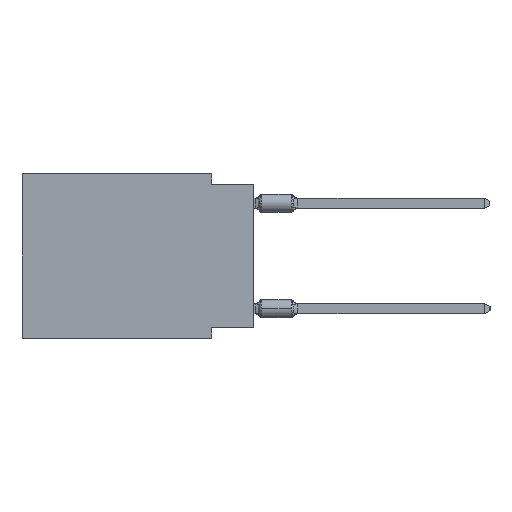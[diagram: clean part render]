
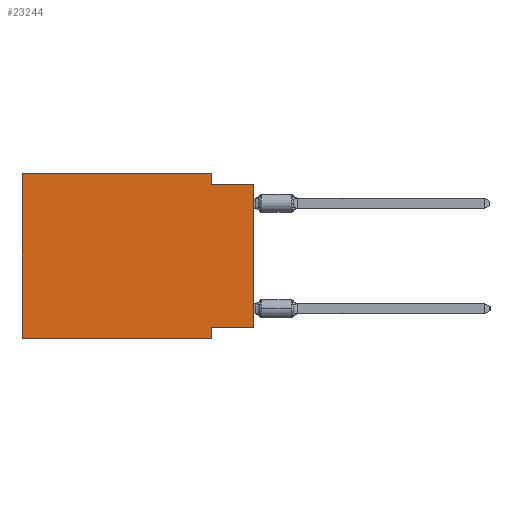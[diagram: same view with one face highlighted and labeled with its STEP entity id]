
A CAD part, left-side view. The second image highlights one B-rep face of the part: STEP entity #23244.
In plain terms, the highlighted planar face has unit normal (-1, 0, 0).
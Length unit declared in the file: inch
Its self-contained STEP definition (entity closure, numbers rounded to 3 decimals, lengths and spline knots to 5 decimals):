
#685 = LINE ( 'NONE', #28300, #26943 ) ;
#2557 = LINE ( 'NONE', #20665, #45417 ) ;
#2693 = DIRECTION ( 'NONE',  ( 0., -1., 0. ) ) ;
#3460 = ORIENTED_EDGE ( 'NONE', *, *, #12698, .F. ) ;
#3586 = VERTEX_POINT ( 'NONE', #34155 ) ;
#6701 = CARTESIAN_POINT ( 'NONE',  ( 0., 0., 0. ) ) ;
#6828 = CARTESIAN_POINT ( 'NONE',  ( 0., 0.1, -0.39 ) ) ;
#7524 = CARTESIAN_POINT ( 'NONE',  ( 0., 0.55, 0. ) ) ;
#7666 = ORIENTED_EDGE ( 'NONE', *, *, #24345, .F. ) ;
#8417 = ORIENTED_EDGE ( 'NONE', *, *, #51374, .T. ) ;
#9016 = VECTOR ( 'NONE', #2693, 39.37008 ) ;
#9271 = ORIENTED_EDGE ( 'NONE', *, *, #28749, .T. ) ;
#9896 = VERTEX_POINT ( 'NONE', #40371 ) ;
#10874 = LINE ( 'NONE', #12074, #52303 ) ;
#12074 = CARTESIAN_POINT ( 'NONE',  ( 0., 0.55, 0. ) ) ;
#12698 = EDGE_CURVE ( 'NONE', #9896, #25745, #2557, .T. ) ;
#12775 = EDGE_CURVE ( 'NONE', #60337, #3586, #10874, .T. ) ;
#13201 = ORIENTED_EDGE ( 'NONE', *, *, #28682, .F. ) ;
#13204 = LINE ( 'NONE', #59799, #35970 ) ;
#13297 = VERTEX_POINT ( 'NONE', #51457 ) ;
#16329 = CARTESIAN_POINT ( 'NONE',  ( 0., 0.55, 0. ) ) ;
#17566 = VECTOR ( 'NONE', #44013, 39.37008 ) ;
#18754 = CARTESIAN_POINT ( 'NONE',  ( 0., 0.55, -0.39 ) ) ;
#20665 = CARTESIAN_POINT ( 'NONE',  ( 0., 0.1, -0.39 ) ) ;
#21675 = DIRECTION ( 'NONE',  ( 0., 0., 1. ) ) ;
#23244 = ADVANCED_FACE ( 'NONE', ( #54343 ), #58631, .F. ) ;
#24345 = EDGE_CURVE ( 'NONE', #13297, #9896, #685, .T. ) ;
#25095 = CARTESIAN_POINT ( 'NONE',  ( 0., 0., -0.025 ) ) ;
#25745 = VERTEX_POINT ( 'NONE', #6828 ) ;
#26137 = VECTOR ( 'NONE', #27902, 39.37008 ) ;
#26292 = CARTESIAN_POINT ( 'NONE',  ( 0., 0., -0.025 ) ) ;
#26943 = VECTOR ( 'NONE', #38117, 39.37008 ) ;
#27902 = DIRECTION ( 'NONE',  ( 0., -1., 0. ) ) ;
#28300 = CARTESIAN_POINT ( 'NONE',  ( 0., 0., -0.365 ) ) ;
#28682 = EDGE_CURVE ( 'NONE', #3586, #34217, #13204, .T. ) ;
#28749 = EDGE_CURVE ( 'NONE', #33293, #25745, #37422, .T. ) ;
#28860 = AXIS2_PLACEMENT_3D ( 'NONE', #16329, #44232, #30738 ) ;
#30738 = DIRECTION ( 'NONE',  ( 0., 0., -1. ) ) ;
#31414 = EDGE_CURVE ( 'NONE', #33293, #60337, #39413, .T. ) ;
#32425 = CARTESIAN_POINT ( 'NONE',  ( 0., 0.1, -0.025 ) ) ;
#33293 = VERTEX_POINT ( 'NONE', #18754 ) ;
#34011 = EDGE_CURVE ( 'NONE', #34217, #53804, #38929, .T. ) ;
#34155 = CARTESIAN_POINT ( 'NONE',  ( 0., 0.1, 0. ) ) ;
#34217 = VERTEX_POINT ( 'NONE', #32425 ) ;
#35254 = ORIENTED_EDGE ( 'NONE', *, *, #12775, .F. ) ;
#35970 = VECTOR ( 'NONE', #55516, 39.37008 ) ;
#37422 = LINE ( 'NONE', #41717, #26137 ) ;
#38117 = DIRECTION ( 'NONE',  ( 0., 1., 0. ) ) ;
#38445 = VECTOR ( 'NONE', #21675, 39.37008 ) ;
#38929 = LINE ( 'NONE', #25095, #9016 ) ;
#39413 = LINE ( 'NONE', #7524, #17566 ) ;
#40371 = CARTESIAN_POINT ( 'NONE',  ( 0., 0.1, -0.365 ) ) ;
#41717 = CARTESIAN_POINT ( 'NONE',  ( 0., 0.55, -0.39 ) ) ;
#43681 = DIRECTION ( 'NONE',  ( 0., 0., -1. ) ) ;
#44013 = DIRECTION ( 'NONE',  ( 0., 0., 1. ) ) ;
#44232 = DIRECTION ( 'NONE',  ( 1., 0., 0. ) ) ;
#45417 = VECTOR ( 'NONE', #43681, 39.37008 ) ;
#47565 = CARTESIAN_POINT ( 'NONE',  ( 0., 0.55, 0. ) ) ;
#48878 = EDGE_LOOP ( 'NONE', ( #8417, #57227, #13201, #35254, #50975, #9271, #3460, #7666 ) ) ;
#50975 = ORIENTED_EDGE ( 'NONE', *, *, #31414, .F. ) ;
#51374 = EDGE_CURVE ( 'NONE', #13297, #53804, #54503, .T. ) ;
#51457 = CARTESIAN_POINT ( 'NONE',  ( 0., 0., -0.365 ) ) ;
#52303 = VECTOR ( 'NONE', #57479, 39.37008 ) ;
#53804 = VERTEX_POINT ( 'NONE', #26292 ) ;
#54343 = FACE_OUTER_BOUND ( 'NONE', #48878, .T. ) ;
#54503 = LINE ( 'NONE', #6701, #38445 ) ;
#55516 = DIRECTION ( 'NONE',  ( 0., 0., -1. ) ) ;
#57227 = ORIENTED_EDGE ( 'NONE', *, *, #34011, .F. ) ;
#57479 = DIRECTION ( 'NONE',  ( 0., -1., 0. ) ) ;
#58631 = PLANE ( 'NONE',  #28860 ) ;
#59799 = CARTESIAN_POINT ( 'NONE',  ( 0., 0.1, 0. ) ) ;
#60337 = VERTEX_POINT ( 'NONE', #47565 ) ;
